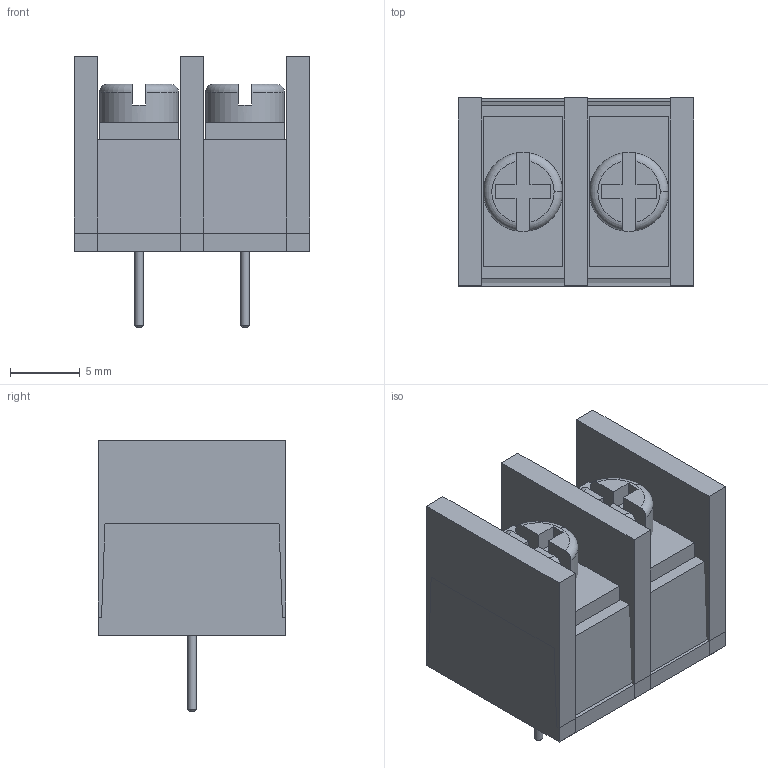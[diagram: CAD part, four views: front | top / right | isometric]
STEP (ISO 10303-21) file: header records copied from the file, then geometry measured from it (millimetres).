
FILE_DESCRIPTION(('FreeCAD Model'),'2;1');
FILE_NAME('Open CASCADE Shape Model','2021-05-18T18:05:52',('Author'),( ''),'Open CASCADE STEP processor 7.5','FreeCAD','Unknown');
FILE_SCHEMA(('AUTOMOTIVE_DESIGN { 1 0 10303 214 1 1 1 1 }'));
Length unit declared in the file: millimetre
Products named in the file (11): Unnamed; TerminalBody; Body001; Plate001; Screw001; Body005; Body006; Leg001; Body008; Body009; Body010
Assembly tree (10 placements, depth 2):
  Unnamed
    TerminalBody
    Body001
    Plate001
    Screw001
    Body005
    Body006
    Leg001
    Body008
    Body009
    Body010
Bounding box: 16.94 x 13.5 x 19.5 mm (x, y, z)
Volume: 2987.7 mm3; surface area: 2934.1 mm2
Topology: 10 solids, 10 shells, 84 faces, 188 edges, 124 vertices
Faces by surface type: plane 72, torus 6, cylinder 4, cone 2
Full cylindrical faces by diameter (mm): 0.6 x2, 5.68 x2
Entity records: 5301 total; most frequent: CARTESIAN_POINT 1119, DIRECTION 752, LINE 498, VECTOR 498, ORIENTED_EDGE 376, PCURVE 376, DEFINITIONAL_REPRESENTATION 376, EDGE_CURVE 188
